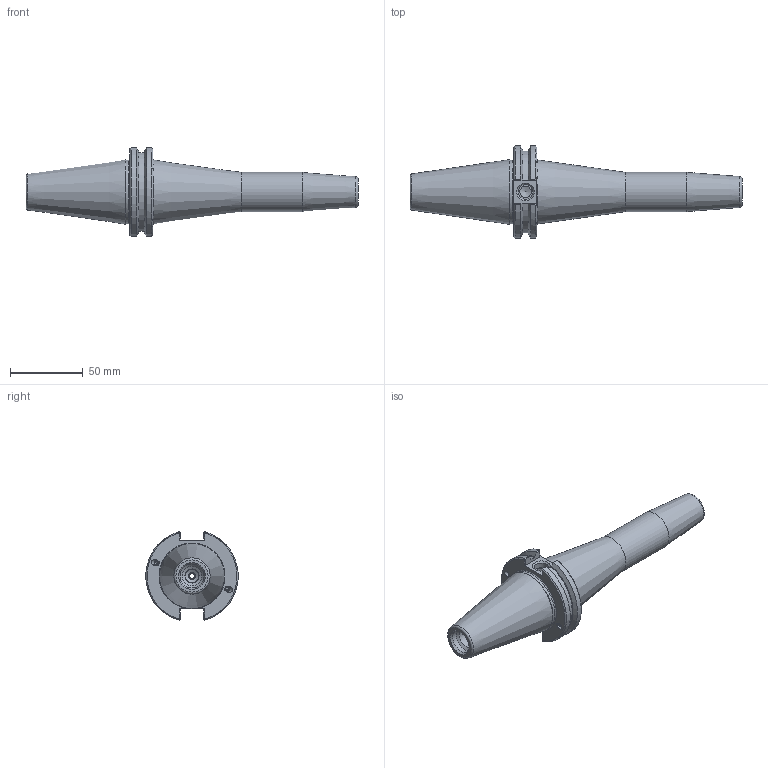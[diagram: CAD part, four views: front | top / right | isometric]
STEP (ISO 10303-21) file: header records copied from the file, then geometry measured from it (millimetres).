
FILE_DESCRIPTION((''),'2;1');
FILE_NAME('INT''C40-M08SF160-9.iam.step','2010-04-23T08:15:27',(''),(''),'Autodesk Inventor 2009','Autodesk Inventor 2009','');
FILE_SCHEMA(('AUTOMOTIVE_DESIGN { 1 0 10303 214 1 1 1 1 }'));
Products named in the file (4): C40-M08SF160-9; C40BC-M08SF160-9-1; 029-965; BS-SFM061-16
Assembly tree (4 placements, depth 2):
  C40-M08SF160-9
    C40BC-M08SF160-9-1
    029-965  x2
    BS-SFM061-16
Bounding box: 228.27 x 63.37 x 61.05 mm (x, y, z)
Volume: 194876.3 mm3; surface area: 37672.2 mm2
Topology: 4 solids, 4 shells, 138 faces, 333 edges, 214 vertices
Faces by surface type: plane 65, cone 31, cylinder 22, bspline 18, torus 2
Full cylindrical faces by diameter (mm): 3.3 x2, 4 x4, 4.1 x2, 4.2 x2, 7.985 x1, 8.747 x1, 27 x1, 43.942 x1
Entity records: 3908 total; most frequent: CARTESIAN_POINT 1130, DIRECTION 520, ORIENTED_EDGE 502, EDGE_CURVE 251, AXIS2_PLACEMENT_3D 201, VERTEX_POINT 181, EDGE_LOOP 176, FACE_OUTER_BOUND 122
